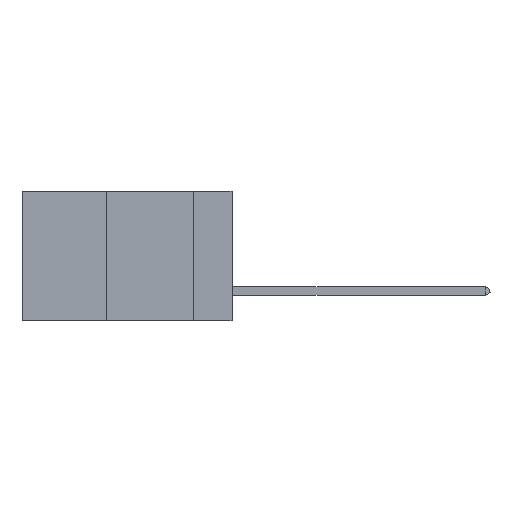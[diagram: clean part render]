
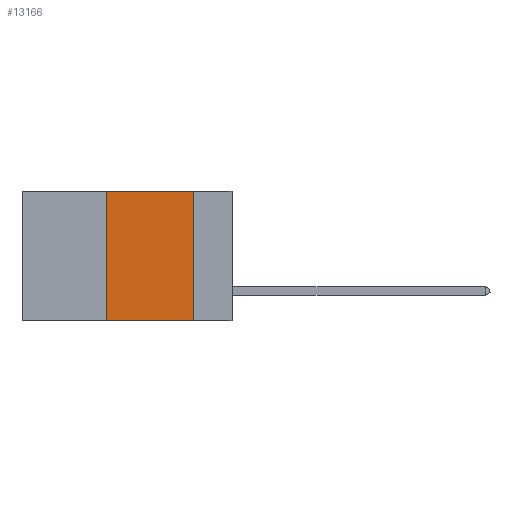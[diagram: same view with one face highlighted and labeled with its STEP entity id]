
A CAD part, left-side view. The second image highlights one B-rep face of the part: STEP entity #13166.
In plain terms, the highlighted planar face has unit normal (-1, 0, 0).
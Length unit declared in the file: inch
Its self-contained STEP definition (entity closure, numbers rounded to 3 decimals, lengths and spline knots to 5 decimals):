
#1318 = DIRECTION ( 'NONE',  ( 0., 0., 1. ) ) ;
#1661 = CARTESIAN_POINT ( 'NONE',  ( 0., 0.6, -0.37 ) ) ;
#2021 = LINE ( 'NONE', #8609, #38354 ) ;
#4206 = VERTEX_POINT ( 'NONE', #47666 ) ;
#4760 = VERTEX_POINT ( 'NONE', #36520 ) ;
#5935 = ORIENTED_EDGE ( 'NONE', *, *, #37524, .F. ) ;
#8423 = VECTOR ( 'NONE', #41952, 39.37008 ) ;
#8609 = CARTESIAN_POINT ( 'NONE',  ( 0., 0.36, 0. ) ) ;
#10261 = VERTEX_POINT ( 'NONE', #45479 ) ;
#10492 = ORIENTED_EDGE ( 'NONE', *, *, #33395, .T. ) ;
#12546 = LINE ( 'NONE', #1661, #33386 ) ;
#13166 = ADVANCED_FACE ( 'NONE', ( #36412 ), #34992, .F. ) ;
#13430 = EDGE_LOOP ( 'NONE', ( #35270, #16916, #5935, #10492 ) ) ;
#14659 = EDGE_CURVE ( 'NONE', #10261, #33118, #26910, .T. ) ;
#16916 = ORIENTED_EDGE ( 'NONE', *, *, #27624, .F. ) ;
#19955 = CARTESIAN_POINT ( 'NONE',  ( 0., 0.6, 0. ) ) ;
#25358 = AXIS2_PLACEMENT_3D ( 'NONE', #19955, #42051, #38699 ) ;
#25710 = DIRECTION ( 'NONE',  ( 0., -1., 0. ) ) ;
#26456 = CARTESIAN_POINT ( 'NONE',  ( 0., 0.11, 0. ) ) ;
#26736 = DIRECTION ( 'NONE',  ( 0., -1., 0. ) ) ;
#26910 = LINE ( 'NONE', #26456, #8423 ) ;
#27624 = EDGE_CURVE ( 'NONE', #4206, #10261, #40374, .T. ) ;
#30506 = VECTOR ( 'NONE', #26736, 39.37008 ) ;
#33118 = VERTEX_POINT ( 'NONE', #45431 ) ;
#33386 = VECTOR ( 'NONE', #25710, 39.37008 ) ;
#33395 = EDGE_CURVE ( 'NONE', #4760, #33118, #12546, .T. ) ;
#34992 = PLANE ( 'NONE',  #25358 ) ;
#35270 = ORIENTED_EDGE ( 'NONE', *, *, #14659, .F. ) ;
#36412 = FACE_OUTER_BOUND ( 'NONE', #13430, .T. ) ;
#36520 = CARTESIAN_POINT ( 'NONE',  ( 0., 0.36, -0.37 ) ) ;
#37524 = EDGE_CURVE ( 'NONE', #4760, #4206, #2021, .T. ) ;
#38354 = VECTOR ( 'NONE', #1318, 39.37008 ) ;
#38699 = DIRECTION ( 'NONE',  ( 0., 0., -1. ) ) ;
#40374 = LINE ( 'NONE', #45065, #30506 ) ;
#41952 = DIRECTION ( 'NONE',  ( 0., 0., -1. ) ) ;
#42051 = DIRECTION ( 'NONE',  ( 1., 0., 0. ) ) ;
#45065 = CARTESIAN_POINT ( 'NONE',  ( 0., 0.6, 0. ) ) ;
#45431 = CARTESIAN_POINT ( 'NONE',  ( 0., 0.11, -0.37 ) ) ;
#45479 = CARTESIAN_POINT ( 'NONE',  ( 0., 0.11, 0. ) ) ;
#47666 = CARTESIAN_POINT ( 'NONE',  ( 0., 0.36, 0. ) ) ;
